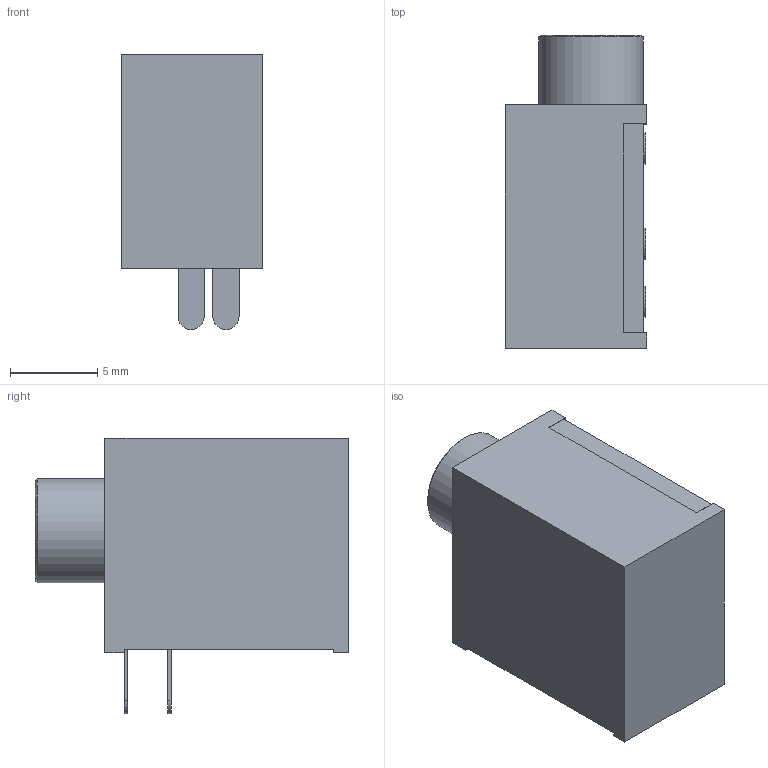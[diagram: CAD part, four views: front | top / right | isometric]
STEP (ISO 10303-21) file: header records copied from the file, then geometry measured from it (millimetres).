
FILE_DESCRIPTION(('STEP AP214'), '1');
FILE_NAME('ST-215N-0x (DCI)', '', ('UNSPECIFIED'), ('UNSPECIFIED'), 'ASCON STEP Converter 1.6', 'ASCON Math Kernel', '');
FILE_SCHEMA(('AUTOMOTIVE_DESIGN { 1 0 10303 214 3 1 1}'));
Length unit declared in the file: millimetre
Bounding box: 8.1 x 18 x 15.8 mm (x, y, z)
Volume: 976.6 mm3; surface area: 1691.5 mm2
Topology: 5 solids, 5 shells, 83 faces, 198 edges, 130 vertices
Faces by surface type: plane 65, cylinder 16, cone 2
Full cylindrical faces by diameter (mm): 1.2 x6, 1.8 x3, 3.6 x1, 5.1 x1, 5.2 x1, 6 x1
Entity records: 3053 total; most frequent: CARTESIAN_POINT 397, DIRECTION 387, ORIENTED_EDGE 366, EDGE_CURVE 183, LINE 147, VECTOR 147, VERTEX_POINT 130, AXIS2_PLACEMENT_3D 120
